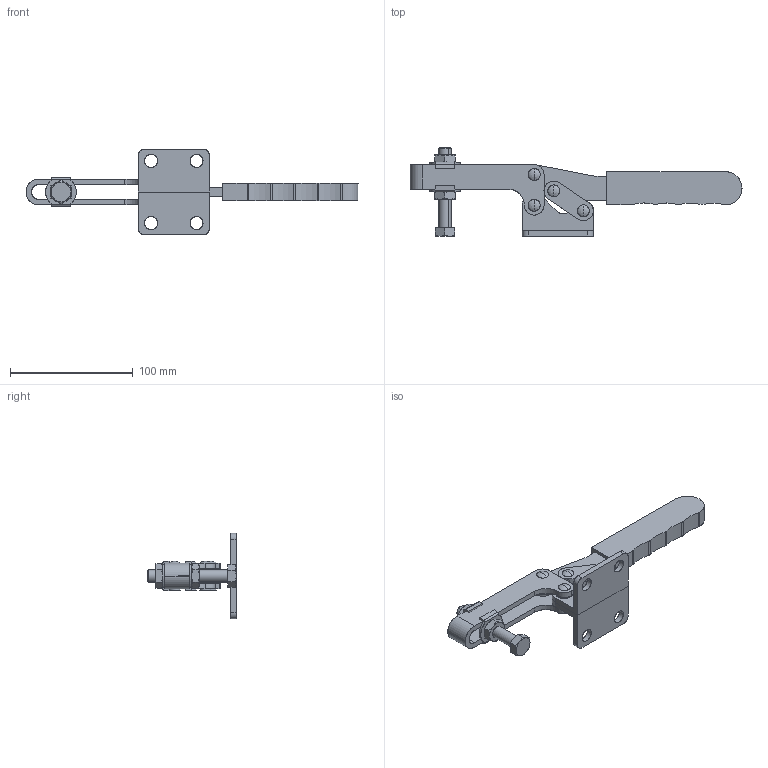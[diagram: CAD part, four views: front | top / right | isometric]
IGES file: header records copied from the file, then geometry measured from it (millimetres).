
Start section: SolidWorks IGES file using analytic representation for surfaces
Global section: file name: GH-21384(ﾂｲ､ﾆ).IGS,; native system: SolidWorks 2016; preprocessor: SolidWorks 2016; author: LinWei; date: 200715.153911; units: millimetre
Bounding box: 270 x 71.85 x 69.5 mm (x, y, z)
Surface area: 50020.3 mm2 (no closed solid volume)
Topology: 0 solids, 0 shells, 278 faces, 4344 edges, 4340 vertices
Faces by surface type: revolution 166, bspline 112
